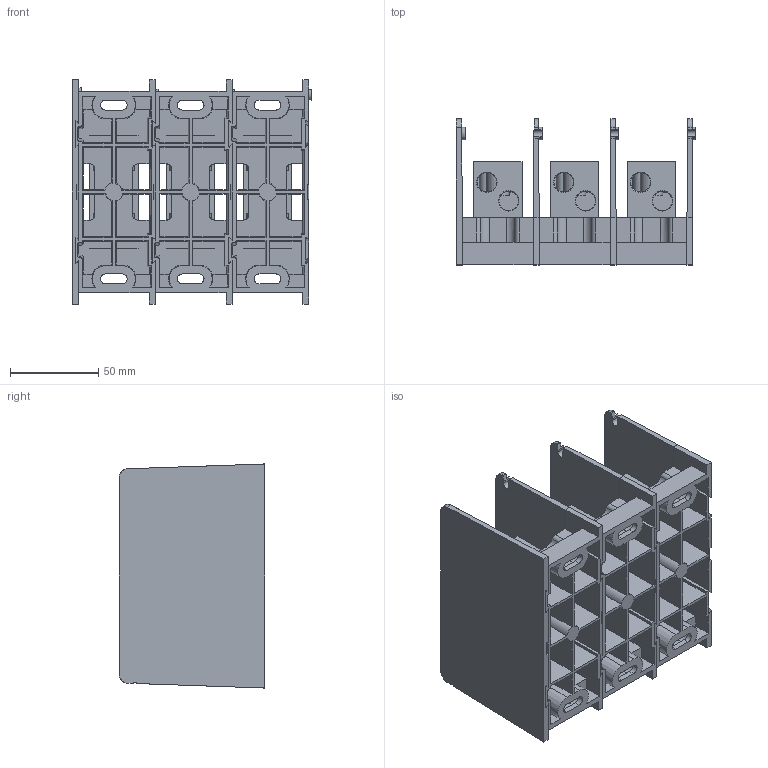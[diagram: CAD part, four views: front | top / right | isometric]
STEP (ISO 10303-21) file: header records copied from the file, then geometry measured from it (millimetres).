
FILE_DESCRIPTION (( 'STEP AP214' ), '1' );
FILE_NAME ('701899rev-3P.STEP', '2018-08-10T18:53:38', ( '' ), ( '' ), 'SwSTEP 2.0', 'SolidWorks 2017', '' );
FILE_SCHEMA (( 'AUTOMOTIVE_DESIGN' ));
Length unit declared in the file: inch
Products named in the file (2): 701899rev-3P
Bounding box: 135.72 x 82.55 x 127.01 mm (x, y, z)
Surface area: 176770.2 mm2 (no closed solid volume)
Topology: 0 solids, 13 shells, 605 faces, 1992 edges, 1384 vertices
Faces by surface type: plane 401, cylinder 156, cone 48
Full cylindrical faces by diameter (mm): 4.064 x1, 7.112 x1, 8.611 x6, 11.112 x12, 12.7 x3
Entity records: 30947 total; most frequent: CARTESIAN_POINT 6683, ORIENTED_EDGE 3231, DIRECTION 3120, EDGE_CURVE 1919, LINE 1366, VECTOR 1366, VERTEX_POINT 1364, AXIS2_PLACEMENT_3D 877
